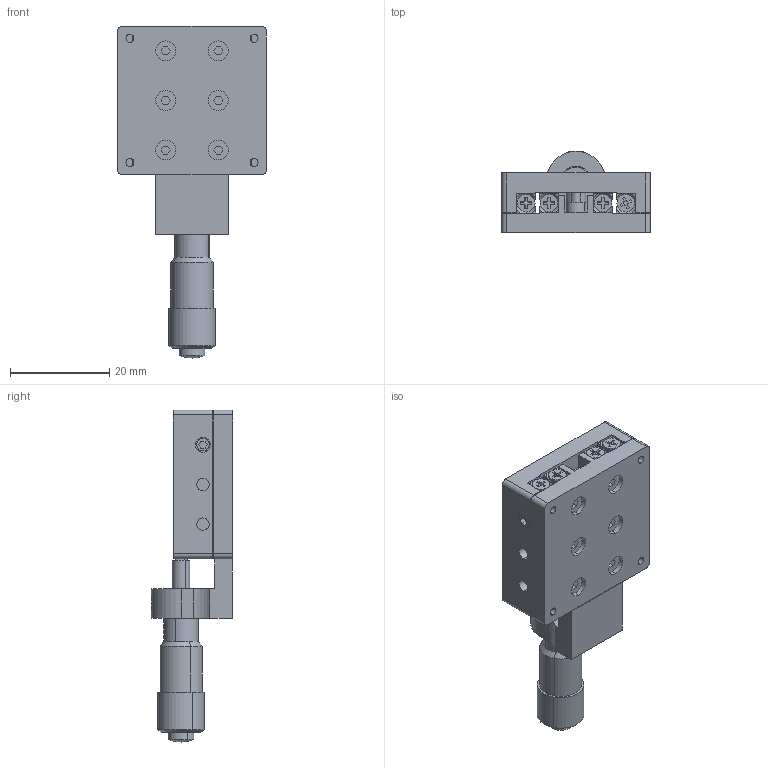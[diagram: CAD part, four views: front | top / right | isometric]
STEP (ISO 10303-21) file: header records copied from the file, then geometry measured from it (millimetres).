
FILE_DESCRIPTION (( 'STEP AP203' ), '1' );
FILE_NAME ('56CTS-1S.STEP', '2016-05-04T02:30:26', ( '' ), ( '' ), 'SwSTEP 2.0', 'SolidWorks 2016', '' );
FILE_SCHEMA (( 'CONFIG_CONTROL_DESIGN' ));
Length unit declared in the file: millimetre
Products named in the file (1): 56CTS-1S
Bounding box: 30 x 16.4 x 66.9 mm (x, y, z)
Volume: 12136.8 mm3; surface area: 13550.9 mm2
Topology: 36 solids, 36 shells, 941 faces, 2364 edges, 1532 vertices
Faces by surface type: plane 540, cylinder 278, cone 102, bspline 17, sphere 2, torus 2
Entity records: 29911 total; most frequent: CARTESIAN_POINT 6982, ORIENTED_EDGE 4700, DIRECTION 4695, EDGE_CURVE 2350, AXIS2_PLACEMENT_3D 1612, VERTEX_POINT 1532, VECTOR 1471, LINE 1471
